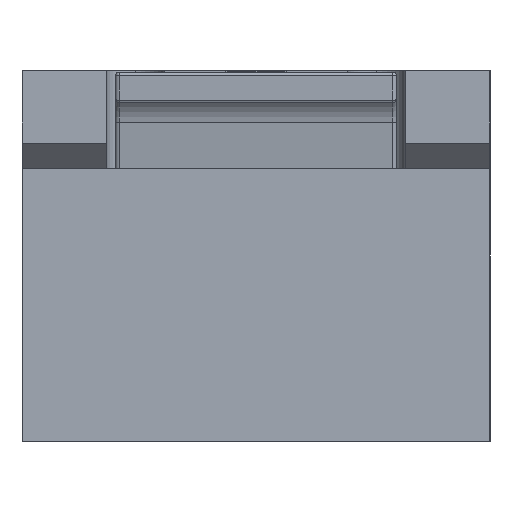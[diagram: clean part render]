
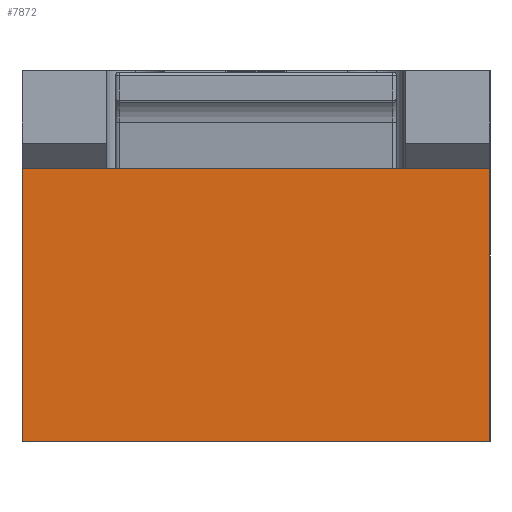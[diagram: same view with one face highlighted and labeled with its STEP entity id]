
A CAD part, left-side view. The second image highlights one B-rep face of the part: STEP entity #7872.
In plain terms, the highlighted planar face has unit normal (-1, 0, 0).
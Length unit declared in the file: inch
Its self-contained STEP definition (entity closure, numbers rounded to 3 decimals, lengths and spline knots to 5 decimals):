
#551 = CARTESIAN_POINT ( 'NONE',  ( 0., 0.625, 0.99 ) ) ;
#734 = VECTOR ( 'NONE', #5402, 39.37008 ) ;
#1339 = LINE ( 'NONE', #5362, #734 ) ;
#1509 = DIRECTION ( 'NONE',  ( 0., 0., -1. ) ) ;
#1649 = LINE ( 'NONE', #10254, #1916 ) ;
#1679 = AXIS2_PLACEMENT_3D ( 'NONE', #551, #7278, #1509 ) ;
#1911 = ORIENTED_EDGE ( 'NONE', *, *, #4933, .T. ) ;
#1916 = VECTOR ( 'NONE', #10139, 39.37008 ) ;
#3059 = EDGE_CURVE ( 'NONE', #11146, #6415, #1339, .T. ) ;
#3203 = CARTESIAN_POINT ( 'NONE',  ( 0., 0.625, 0.73 ) ) ;
#3694 = ORIENTED_EDGE ( 'NONE', *, *, #3792, .T. ) ;
#3792 = EDGE_CURVE ( 'NONE', #8374, #7014, #1649, .T. ) ;
#4397 = VECTOR ( 'NONE', #8460, 39.37008 ) ;
#4840 = EDGE_CURVE ( 'NONE', #7014, #6415, #6495, .T. ) ;
#4933 = EDGE_CURVE ( 'NONE', #11146, #8374, #6268, .T. ) ;
#5362 = CARTESIAN_POINT ( 'NONE',  ( 0., -0.625, 0.99 ) ) ;
#5402 = DIRECTION ( 'NONE',  ( 0., 0., -1. ) ) ;
#5848 = VECTOR ( 'NONE', #11178, 39.37008 ) ;
#6268 = LINE ( 'NONE', #8325, #4397 ) ;
#6276 = PLANE ( 'NONE',  #1679 ) ;
#6415 = VERTEX_POINT ( 'NONE', #11575 ) ;
#6495 = LINE ( 'NONE', #11959, #5848 ) ;
#6770 = ORIENTED_EDGE ( 'NONE', *, *, #3059, .F. ) ;
#7014 = VERTEX_POINT ( 'NONE', #9352 ) ;
#7278 = DIRECTION ( 'NONE',  ( 1., 0., 0. ) ) ;
#7872 = ADVANCED_FACE ( 'NONE', ( #10492 ), #6276, .F. ) ;
#8325 = CARTESIAN_POINT ( 'NONE',  ( 0., -0.625, 0.73 ) ) ;
#8374 = VERTEX_POINT ( 'NONE', #3203 ) ;
#8460 = DIRECTION ( 'NONE',  ( 0., 1., 0. ) ) ;
#9352 = CARTESIAN_POINT ( 'NONE',  ( 0., 0.625, 0. ) ) ;
#9535 = CARTESIAN_POINT ( 'NONE',  ( 0., -0.625, 0.73 ) ) ;
#10139 = DIRECTION ( 'NONE',  ( 0., 0., -1. ) ) ;
#10254 = CARTESIAN_POINT ( 'NONE',  ( 0., 0.625, 0.99 ) ) ;
#10492 = FACE_OUTER_BOUND ( 'NONE', #11314, .T. ) ;
#10534 = ORIENTED_EDGE ( 'NONE', *, *, #4840, .T. ) ;
#11146 = VERTEX_POINT ( 'NONE', #9535 ) ;
#11178 = DIRECTION ( 'NONE',  ( 0., -1., 0. ) ) ;
#11314 = EDGE_LOOP ( 'NONE', ( #1911, #3694, #10534, #6770 ) ) ;
#11575 = CARTESIAN_POINT ( 'NONE',  ( 0., -0.625, 0. ) ) ;
#11959 = CARTESIAN_POINT ( 'NONE',  ( 0., 0.625, 0. ) ) ;
